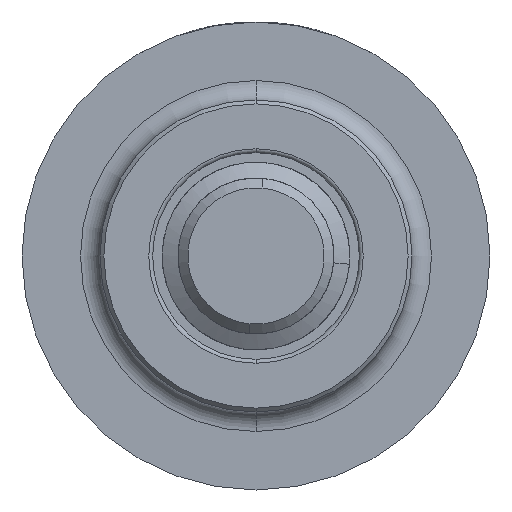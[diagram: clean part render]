
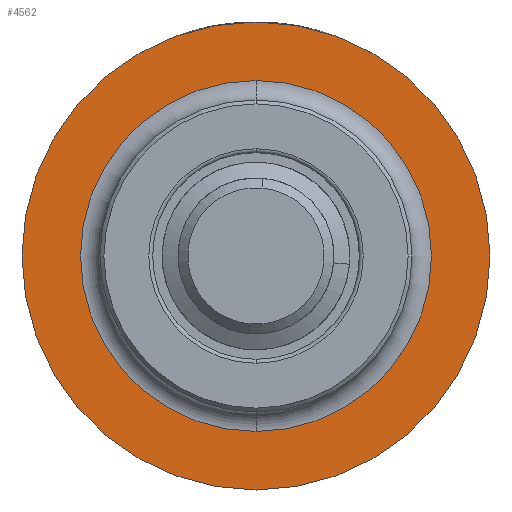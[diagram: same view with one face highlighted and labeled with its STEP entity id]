
A CAD part, front view. The second image highlights one B-rep face of the part: STEP entity #4562.
In plain terms, the highlighted planar face has unit normal (0, -1, 0).
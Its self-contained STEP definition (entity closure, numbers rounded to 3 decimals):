
#474 = VERTEX_POINT ( 'NONE', #6591 ) ;
#517 = CIRCLE ( 'NONE', #851, 9. ) ;
#667 = AXIS2_PLACEMENT_3D ( 'NONE', #4012, #963, #1573 ) ;
#851 = AXIS2_PLACEMENT_3D ( 'NONE', #2959, #7326, #7471 ) ;
#963 = DIRECTION ( 'NONE',  ( 0., -1., 0. ) ) ;
#972 = AXIS2_PLACEMENT_3D ( 'NONE', #7495, #6234, #3765 ) ;
#1148 = DIRECTION ( 'NONE',  ( 0., 0., -1. ) ) ;
#1573 = DIRECTION ( 'NONE',  ( 0., 0., -1. ) ) ;
#1648 = CARTESIAN_POINT ( 'NONE',  ( 0., 9.42, 9. ) ) ;
#2180 = ORIENTED_EDGE ( 'NONE', *, *, #3966, .F. ) ;
#2679 = CARTESIAN_POINT ( 'NONE',  ( 0., 9.42, 0. ) ) ;
#2959 = CARTESIAN_POINT ( 'NONE',  ( 0., 9.42, 0. ) ) ;
#3024 = ORIENTED_EDGE ( 'NONE', *, *, #3608, .T. ) ;
#3128 = VERTEX_POINT ( 'NONE', #6249 ) ;
#3385 = PLANE ( 'NONE',  #667 ) ;
#3608 = EDGE_CURVE ( 'NONE', #3128, #6856, #5241, .T. ) ;
#3765 = DIRECTION ( 'NONE',  ( 0., 0., -1. ) ) ;
#3966 = EDGE_CURVE ( 'NONE', #474, #7026, #6493, .T. ) ;
#4012 = CARTESIAN_POINT ( 'NONE',  ( 9., 9.42, 0. ) ) ;
#4056 = EDGE_LOOP ( 'NONE', ( #4097, #3024 ) ) ;
#4097 = ORIENTED_EDGE ( 'NONE', *, *, #6602, .T. ) ;
#4562 = ADVANCED_FACE ( 'NONE', ( #6675, #5618 ), #3385, .T. ) ;
#4568 = AXIS2_PLACEMENT_3D ( 'NONE', #5568, #6103, #1148 ) ;
#5241 = CIRCLE ( 'NONE', #6634, 12. ) ;
#5287 = DIRECTION ( 'NONE',  ( 0., -1., 0. ) ) ;
#5568 = CARTESIAN_POINT ( 'NONE',  ( 0., 9.42, 0. ) ) ;
#5618 = FACE_BOUND ( 'NONE', #7350, .T. ) ;
#6103 = DIRECTION ( 'NONE',  ( 0., -1., 0. ) ) ;
#6234 = DIRECTION ( 'NONE',  ( 0., -1., 0. ) ) ;
#6249 = CARTESIAN_POINT ( 'NONE',  ( 0., 9.42, 12. ) ) ;
#6493 = CIRCLE ( 'NONE', #972, 9. ) ;
#6512 = ORIENTED_EDGE ( 'NONE', *, *, #7279, .F. ) ;
#6591 = CARTESIAN_POINT ( 'NONE',  ( 0., 9.42, -9. ) ) ;
#6602 = EDGE_CURVE ( 'NONE', #6856, #3128, #6970, .T. ) ;
#6634 = AXIS2_PLACEMENT_3D ( 'NONE', #2679, #5287, #7060 ) ;
#6675 = FACE_OUTER_BOUND ( 'NONE', #4056, .T. ) ;
#6856 = VERTEX_POINT ( 'NONE', #7013 ) ;
#6970 = CIRCLE ( 'NONE', #4568, 12. ) ;
#7013 = CARTESIAN_POINT ( 'NONE',  ( 0., 9.42, -12. ) ) ;
#7026 = VERTEX_POINT ( 'NONE', #1648 ) ;
#7060 = DIRECTION ( 'NONE',  ( 0., 0., -1. ) ) ;
#7279 = EDGE_CURVE ( 'NONE', #7026, #474, #517, .T. ) ;
#7326 = DIRECTION ( 'NONE',  ( 0., -1., 0. ) ) ;
#7350 = EDGE_LOOP ( 'NONE', ( #2180, #6512 ) ) ;
#7471 = DIRECTION ( 'NONE',  ( 0., 0., -1. ) ) ;
#7495 = CARTESIAN_POINT ( 'NONE',  ( 0., 9.42, 0. ) ) ;
